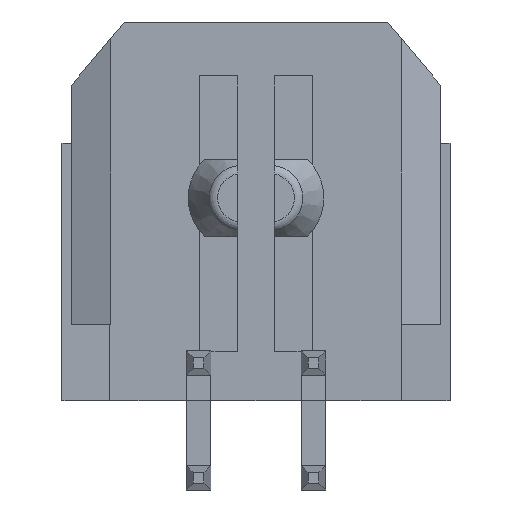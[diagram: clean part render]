
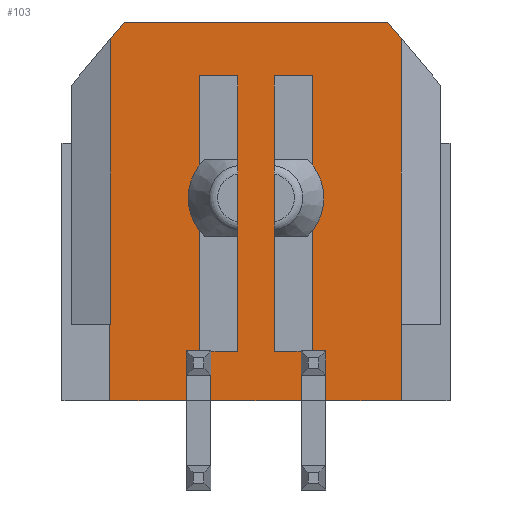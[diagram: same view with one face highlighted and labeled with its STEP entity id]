
A CAD part, front view. The second image highlights one B-rep face of the part: STEP entity #103.
In plain terms, the highlighted planar face has unit normal (0, -1, 0).
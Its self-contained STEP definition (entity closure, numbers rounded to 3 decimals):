
#103=ADVANCED_FACE('',(#432),#433,.T.);
#432=FACE_OUTER_BOUND('',#983,.T.);
#433=PLANE('',#984);
#983=EDGE_LOOP('',(#1943,#1944,#1945,#1946,#1947,#1948,#1949,#1950,#1951,#1952,#1953,#1954,#1955,#1956,#1957,#1958,#1959,#1960,#1961,#1962,#1963,#1964,#1965,#1966,#1967,#1968,#1969,#1970,#1971));
#984=AXIS2_PLACEMENT_3D('',#1972,#1973,#1974);
#1943=ORIENTED_EDGE('',*,*,#3890,.F.);
#1944=ORIENTED_EDGE('',*,*,#3879,.F.);
#1945=ORIENTED_EDGE('',*,*,#3891,.T.);
#1946=ORIENTED_EDGE('',*,*,#3892,.T.);
#1947=ORIENTED_EDGE('',*,*,#3893,.F.);
#1948=ORIENTED_EDGE('',*,*,#3894,.T.);
#1949=ORIENTED_EDGE('',*,*,#3895,.F.);
#1950=ORIENTED_EDGE('',*,*,#3896,.F.);
#1951=ORIENTED_EDGE('',*,*,#3897,.F.);
#1952=ORIENTED_EDGE('',*,*,#3898,.F.);
#1953=ORIENTED_EDGE('',*,*,#3843,.F.);
#1954=ORIENTED_EDGE('',*,*,#3869,.F.);
#1955=ORIENTED_EDGE('',*,*,#3675,.F.);
#1956=ORIENTED_EDGE('',*,*,#3899,.F.);
#1957=ORIENTED_EDGE('',*,*,#3900,.T.);
#1958=ORIENTED_EDGE('',*,*,#3901,.F.);
#1959=ORIENTED_EDGE('',*,*,#3902,.T.);
#1960=ORIENTED_EDGE('',*,*,#3903,.T.);
#1961=ORIENTED_EDGE('',*,*,#3674,.T.);
#1962=ORIENTED_EDGE('',*,*,#3904,.T.);
#1963=ORIENTED_EDGE('',*,*,#3875,.F.);
#1964=ORIENTED_EDGE('',*,*,#3905,.T.);
#1965=ORIENTED_EDGE('',*,*,#3906,.T.);
#1966=ORIENTED_EDGE('',*,*,#3907,.T.);
#1967=ORIENTED_EDGE('',*,*,#3908,.F.);
#1968=ORIENTED_EDGE('',*,*,#3909,.T.);
#1969=ORIENTED_EDGE('',*,*,#3910,.T.);
#1970=ORIENTED_EDGE('',*,*,#3911,.T.);
#1971=ORIENTED_EDGE('',*,*,#3912,.F.);
#1972=CARTESIAN_POINT('',(-4.825,-3.435,4.95));
#1973=DIRECTION('',(0.0,-1.0,0.0));
#1974=DIRECTION('',(0.0,0.0,-1.0));
#3674=EDGE_CURVE('',#4400,#4404,#4406,.F.);
#3675=EDGE_CURVE('',#4397,#4407,#4408,.T.);
#3843=EDGE_CURVE('',#4704,#4706,#4707,.F.);
#3869=EDGE_CURVE('',#4407,#4704,#4749,.T.);
#3875=EDGE_CURVE('',#4759,#4760,#4761,.T.);
#3879=EDGE_CURVE('',#4764,#4766,#4767,.T.);
#3890=EDGE_CURVE('',#4766,#4786,#4787,.T.);
#3891=EDGE_CURVE('',#4764,#4788,#4789,.F.);
#3892=EDGE_CURVE('',#4788,#4790,#4791,.T.);
#3893=EDGE_CURVE('',#4792,#4790,#4793,.F.);
#3894=EDGE_CURVE('',#4792,#4794,#4795,.F.);
#3895=EDGE_CURVE('',#4796,#4794,#4797,.T.);
#3896=EDGE_CURVE('',#4798,#4796,#4799,.T.);
#3897=EDGE_CURVE('',#4800,#4798,#4801,.T.);
#3898=EDGE_CURVE('',#4706,#4800,#4802,.T.);
#3899=EDGE_CURVE('',#4803,#4397,#4804,.T.);
#3900=EDGE_CURVE('',#4803,#4805,#4806,.F.);
#3901=EDGE_CURVE('',#4807,#4805,#4808,.F.);
#3902=EDGE_CURVE('',#4807,#4809,#4810,.F.);
#3903=EDGE_CURVE('',#4809,#4400,#4811,.F.);
#3904=EDGE_CURVE('',#4404,#4760,#4812,.T.);
#3905=EDGE_CURVE('',#4759,#4813,#4814,.F.);
#3906=EDGE_CURVE('',#4813,#4815,#4816,.T.);
#3907=EDGE_CURVE('',#4815,#4817,#4818,.F.);
#3908=EDGE_CURVE('',#4819,#4817,#4820,.F.);
#3909=EDGE_CURVE('',#4819,#4821,#4822,.T.);
#3910=EDGE_CURVE('',#4821,#4823,#4824,.T.);
#3911=EDGE_CURVE('',#4823,#4825,#4826,.T.);
#3912=EDGE_CURVE('',#4786,#4825,#4827,.T.);
#4397=VERTEX_POINT('',#5573);
#4400=VERTEX_POINT('',#5578);
#4404=VERTEX_POINT('',#5584);
#4406=LINE('',#5587,#5588);
#4407=VERTEX_POINT('',#5589);
#4408=LINE('',#5590,#5591);
#4704=VERTEX_POINT('',#6053);
#4706=VERTEX_POINT('',#6056);
#4707=LINE('',#6057,#6058);
#4749=LINE('',#6125,#6126);
#4759=VERTEX_POINT('',#6141);
#4760=VERTEX_POINT('',#6142);
#4761=LINE('',#6143,#6144);
#4764=VERTEX_POINT('',#6149);
#4766=VERTEX_POINT('',#6152);
#4767=LINE('',#6153,#6154);
#4786=VERTEX_POINT('',#6183);
#4787=LINE('',#6184,#6185);
#4788=VERTEX_POINT('',#6186);
#4789=LINE('',#6187,#6188);
#4790=VERTEX_POINT('',#6189);
#4791=LINE('',#6190,#6191);
#4792=VERTEX_POINT('',#6192);
#4793=LINE('',#6193,#6194);
#4794=VERTEX_POINT('',#6195);
#4795=LINE('',#6196,#6197);
#4796=VERTEX_POINT('',#6198);
#4797=LINE('',#6199,#6200);
#4798=VERTEX_POINT('',#6201);
#4799=LINE('',#6202,#6203);
#4800=VERTEX_POINT('',#6204);
#4801=LINE('',#6205,#6206);
#4802=LINE('',#6207,#6208);
#4803=VERTEX_POINT('',#6209);
#4804=LINE('',#6210,#6211);
#4805=VERTEX_POINT('',#6212);
#4806=LINE('',#6213,#6214);
#4807=VERTEX_POINT('',#6215);
#4808=LINE('',#6216,#6217);
#4809=VERTEX_POINT('',#6218);
#4810=LINE('',#6219,#6220);
#4811=LINE('',#6221,#6222);
#4812=LINE('',#6223,#6224);
#4813=VERTEX_POINT('',#6225);
#4814=LINE('',#6226,#6227);
#4815=VERTEX_POINT('',#6228);
#4816=LINE('',#6229,#6230);
#4817=VERTEX_POINT('',#6231);
#4818=LINE('',#6232,#6233);
#4819=VERTEX_POINT('',#6234);
#4820=LINE('',#6235,#6236);
#4821=VERTEX_POINT('',#6237);
#4822=LINE('',#6238,#6239);
#4823=VERTEX_POINT('',#6240);
#4824=LINE('',#6241,#6242);
#4825=VERTEX_POINT('',#6243);
#4826=LINE('',#6244,#6245);
#4827=LINE('',#6246,#6247);
#5573=CARTESIAN_POINT('',(3.805,-3.435,-2.96));
#5578=CARTESIAN_POINT('',(-3.805,-3.435,-2.96));
#5584=CARTESIAN_POINT('',(-3.825,-3.435,-2.96));
#5587=CARTESIAN_POINT('',(-4.825,-3.435,-2.96));
#5588=VECTOR('',#7458,1.0);
#5589=CARTESIAN_POINT('',(3.805,-3.435,-4.96));
#5590=CARTESIAN_POINT('',(3.805,-3.435,0.995));
#5591=VECTOR('',#7459,1.0);
#6053=CARTESIAN_POINT('',(1.82,-3.435,-4.96));
#6056=CARTESIAN_POINT('',(1.82,-3.435,-4.29));
#6057=CARTESIAN_POINT('',(1.82,-3.435,0.645));
#6058=VECTOR('',#7627,1.0);
#6125=CARTESIAN_POINT('',(-4.825,-3.435,-4.96));
#6126=VECTOR('',#7653,1.0);
#6141=CARTESIAN_POINT('',(-1.82,-3.435,-4.96));
#6142=CARTESIAN_POINT('',(-3.825,-3.435,-4.96));
#6143=CARTESIAN_POINT('',(-4.825,-3.435,-4.96));
#6144=VECTOR('',#7659,1.0);
#6149=CARTESIAN_POINT('',(1.18,-3.435,-4.96));
#6152=CARTESIAN_POINT('',(-1.18,-3.435,-4.96));
#6153=CARTESIAN_POINT('',(-4.825,-3.435,-4.96));
#6154=VECTOR('',#7663,1.0);
#6183=CARTESIAN_POINT('',(-1.18,-3.435,-4.29));
#6184=CARTESIAN_POINT('',(-1.18,-3.435,0.645));
#6185=VECTOR('',#7674,1.0);
#6186=CARTESIAN_POINT('',(1.18,-3.435,-4.29));
#6187=CARTESIAN_POINT('',(1.18,-3.435,-0.005));
#6188=VECTOR('',#7675,1.0);
#6189=CARTESIAN_POINT('',(1.18,-3.435,-3.66));
#6190=CARTESIAN_POINT('',(1.18,-3.435,2.475));
#6191=VECTOR('',#7676,1.0);
#6192=CARTESIAN_POINT('',(0.475,-3.435,-3.66));
#6193=CARTESIAN_POINT('',(-1.823,-3.435,-3.66));
#6194=VECTOR('',#7677,1.0);
#6195=CARTESIAN_POINT('',(0.475,-3.435,3.54));
#6196=CARTESIAN_POINT('',(0.475,-3.435,4.245));
#6197=VECTOR('',#7678,1.0);
#6198=CARTESIAN_POINT('',(1.475,-3.435,3.54));
#6199=CARTESIAN_POINT('',(-1.675,-3.435,3.54));
#6200=VECTOR('',#7679,1.0);
#6201=CARTESIAN_POINT('',(1.475,-3.435,-3.65));
#6202=CARTESIAN_POINT('',(1.475,-3.435,0.645));
#6203=VECTOR('',#7680,1.0);
#6204=CARTESIAN_POINT('',(1.82,-3.435,-3.65));
#6205=CARTESIAN_POINT('',(-1.503,-3.435,-3.65));
#6206=VECTOR('',#7681,1.0);
#6207=CARTESIAN_POINT('',(1.82,-3.435,2.475));
#6208=VECTOR('',#7682,1.0);
#6209=CARTESIAN_POINT('',(3.805,-3.435,4.516));
#6210=CARTESIAN_POINT('',(3.805,-3.435,4.95));
#6211=VECTOR('',#7683,1.0);
#6212=CARTESIAN_POINT('',(3.44,-3.435,4.95));
#6213=CARTESIAN_POINT('',(2.425,-3.435,6.16));
#6214=VECTOR('',#7684,1.0);
#6215=CARTESIAN_POINT('',(-3.44,-3.435,4.95));
#6216=CARTESIAN_POINT('',(-4.825,-3.435,4.95));
#6217=VECTOR('',#7685,1.0);
#6218=CARTESIAN_POINT('',(-3.805,-3.435,4.516));
#6219=CARTESIAN_POINT('',(-3.727,-3.435,4.609));
#6220=VECTOR('',#7686,1.0);
#6221=CARTESIAN_POINT('',(-3.805,-3.435,4.95));
#6222=VECTOR('',#7687,1.0);
#6223=CARTESIAN_POINT('',(-3.825,-3.435,0.995));
#6224=VECTOR('',#7688,1.0);
#6225=CARTESIAN_POINT('',(-1.82,-3.435,-4.29));
#6226=CARTESIAN_POINT('',(-1.82,-3.435,-0.005));
#6227=VECTOR('',#7689,1.0);
#6228=CARTESIAN_POINT('',(-1.82,-3.435,-3.65));
#6229=CARTESIAN_POINT('',(-1.82,-3.435,2.475));
#6230=VECTOR('',#7690,1.0);
#6231=CARTESIAN_POINT('',(-1.475,-3.435,-3.65));
#6232=CARTESIAN_POINT('',(-3.003,-3.435,-3.65));
#6233=VECTOR('',#7691,1.0);
#6234=CARTESIAN_POINT('',(-1.475,-3.435,3.54));
#6235=CARTESIAN_POINT('',(-1.475,-3.435,0.645));
#6236=VECTOR('',#7692,1.0);
#6237=CARTESIAN_POINT('',(-0.475,-3.435,3.54));
#6238=CARTESIAN_POINT('',(-3.15,-3.435,3.54));
#6239=VECTOR('',#7693,1.0);
#6240=CARTESIAN_POINT('',(-0.475,-3.435,-3.66));
#6241=CARTESIAN_POINT('',(-0.475,-3.435,4.245));
#6242=VECTOR('',#7694,1.0);
#6243=CARTESIAN_POINT('',(-1.18,-3.435,-3.66));
#6244=CARTESIAN_POINT('',(-3.323,-3.435,-3.66));
#6245=VECTOR('',#7695,1.0);
#6246=CARTESIAN_POINT('',(-1.18,-3.435,2.475));
#6247=VECTOR('',#7696,1.0);
#7458=DIRECTION('',(1.0,0.0,-0.0));
#7459=DIRECTION('',(0.0,0.0,-1.0));
#7627=DIRECTION('',(0.0,0.0,-1.0));
#7653=DIRECTION('',(-1.0,-0.0,-0.0));
#7659=DIRECTION('',(-1.0,-0.0,-0.0));
#7663=DIRECTION('',(-1.0,-0.0,-0.0));
#7674=DIRECTION('',(-0.0,0.0,1.0));
#7675=DIRECTION('',(-0.0,-0.0,-1.0));
#7676=DIRECTION('',(-0.0,0.0,1.0));
#7677=DIRECTION('',(-1.0,0.0,0.0));
#7678=DIRECTION('',(-0.0,-0.0,-1.0));
#7679=DIRECTION('',(-1.0,0.0,0.0));
#7680=DIRECTION('',(-0.0,0.0,1.0));
#7681=DIRECTION('',(-1.0,0.0,0.0));
#7682=DIRECTION('',(-0.0,0.0,1.0));
#7683=DIRECTION('',(-0.0,-0.0,-1.0));
#7684=DIRECTION('',(0.643,0.0,-0.766));
#7685=DIRECTION('',(-1.0,0.0,0.0));
#7686=DIRECTION('',(0.643,0.0,0.766));
#7687=DIRECTION('',(-0.0,0.0,1.0));
#7688=DIRECTION('',(-0.0,-0.0,-1.0));
#7689=DIRECTION('',(-0.0,-0.0,-1.0));
#7690=DIRECTION('',(-0.0,0.0,1.0));
#7691=DIRECTION('',(-1.0,0.0,0.0));
#7692=DIRECTION('',(-0.0,0.0,1.0));
#7693=DIRECTION('',(1.0,0.0,0.0));
#7694=DIRECTION('',(-0.0,-0.0,-1.0));
#7695=DIRECTION('',(-1.0,0.0,0.0));
#7696=DIRECTION('',(-0.0,0.0,1.0));
